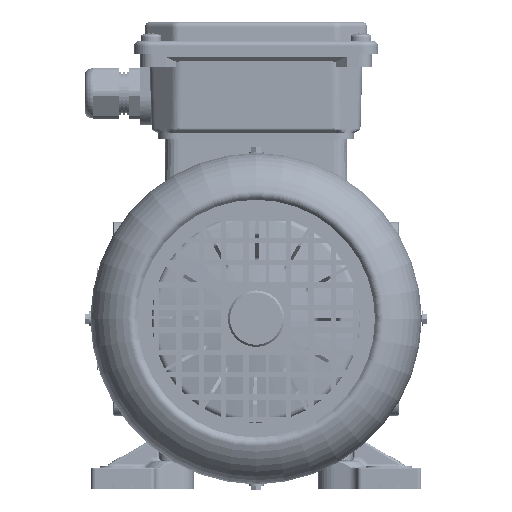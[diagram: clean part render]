
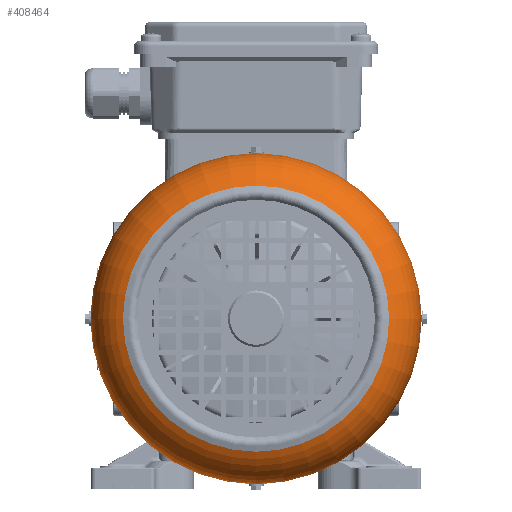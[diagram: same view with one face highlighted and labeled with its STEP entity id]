
A CAD part, left-side view. The second image highlights one B-rep face of the part: STEP entity #408464.
In plain terms, the highlighted toroidal (fillet/blend) face has major radius 53.447 mm and minor radius 24.253 mm.
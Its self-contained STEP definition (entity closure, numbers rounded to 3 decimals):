
#408430=CARTESIAN_POINT('',(-80.,62.5,0.0));
#408431=VERTEX_POINT('',#408430);
#408432=CARTESIAN_POINT('',(-80.,0.,0.0));
#408433=DIRECTION('',(1.0,0.0,0.0));
#408434=DIRECTION('',(0.0,1.0,0.0));
#408435=AXIS2_PLACEMENT_3D('',#408432,#408433,#408434);
#408436=CIRCLE('',#408435,62.5);
#408437=EDGE_CURVE('',#408431,#408431,#408436,.T.);
#408445=CARTESIAN_POINT('',(-57.5,0.,0.0));
#408446=DIRECTION('',(1.0,0.0,0.0));
#408447=DIRECTION('',(0.0,0.0,-1.0));
#408448=AXIS2_PLACEMENT_3D('',#408445,#408446,#408447);
#408449=TOROIDAL_SURFACE('',#408448,53.447,24.253);
#408450=CARTESIAN_POINT('',(-57.5,77.7,0.0));
#408451=VERTEX_POINT('',#408450);
#408452=CARTESIAN_POINT('',(-57.5,0.,0.0));
#408453=DIRECTION('',(1.0,0.0,0.0));
#408454=DIRECTION('',(0.0,1.0,0.0));
#408455=AXIS2_PLACEMENT_3D('',#408452,#408453,#408454);
#408456=CIRCLE('',#408455,77.7);
#408457=EDGE_CURVE('',#408451,#408451,#408456,.T.);
#408458=ORIENTED_EDGE('',*,*,#408457,.F.);
#408459=EDGE_LOOP('',(#408458));
#408460=FACE_OUTER_BOUND('',#408459,.T.);
#408461=ORIENTED_EDGE('',*,*,#408437,.T.);
#408462=EDGE_LOOP('',(#408461));
#408463=FACE_BOUND('',#408462,.T.);
#408464=ADVANCED_FACE('',(#408460,#408463),#408449,.T.);
